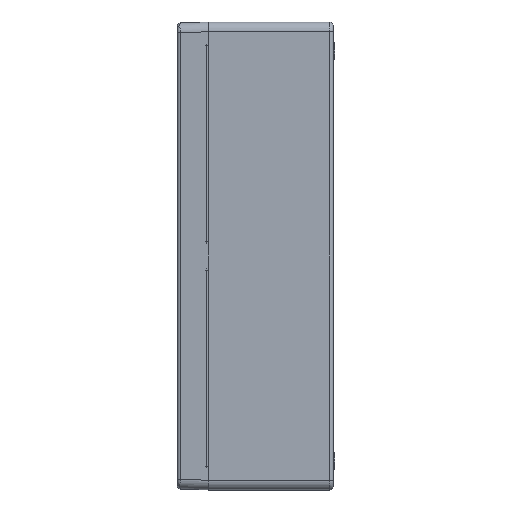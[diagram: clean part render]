
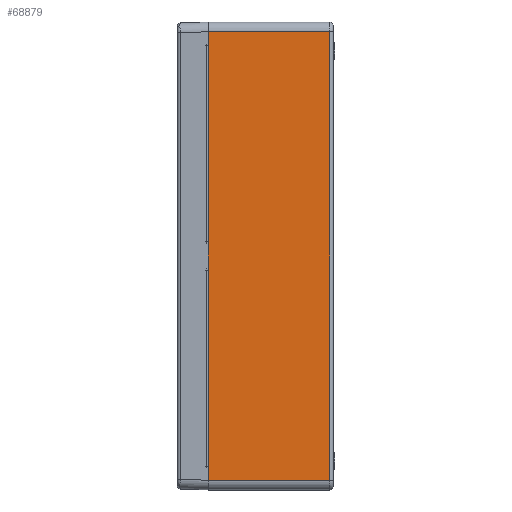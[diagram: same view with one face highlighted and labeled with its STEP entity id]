
A CAD part, left-side view. The second image highlights one B-rep face of the part: STEP entity #68879.
In plain terms, the highlighted planar face has unit normal (-1, 0, 0).
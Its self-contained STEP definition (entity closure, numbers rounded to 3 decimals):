
#9603 = CARTESIAN_POINT ( 'NONE',  ( -300., 0., 287.5 ) ) ;
#9604 = DIRECTION ( 'NONE',  ( 0., 1., 0. ) ) ;
#9605 = VECTOR ( 'NONE', #9604, 1000. ) ;
#9606 = CARTESIAN_POINT ( 'NONE',  ( -300., -160., 287.5 ) ) ;
#9607 = LINE ( 'NONE', #9606, #9605 ) ;
#9608 = CARTESIAN_POINT ( 'NONE',  ( -300., -156., 287.5 ) ) ;
#9724 = DIRECTION ( 'NONE',  ( 0., 0., 1. ) ) ;
#9725 = VECTOR ( 'NONE', #9724, 1000. ) ;
#9726 = CARTESIAN_POINT ( 'NONE',  ( -300., 0., -300. ) ) ;
#9730 = LINE ( 'NONE', #9726, #9725 ) ;
#9741 = FACE_OUTER_BOUND ( 'NONE', #68773, .T. ) ;
#9747 = CARTESIAN_POINT ( 'NONE',  ( -300., -160., -300. ) ) ;
#9748 = PLANE ( 'NONE',  #9806 ) ;
#9774 = DIRECTION ( 'NONE',  ( 0., 0., 1. ) ) ;
#9775 = VECTOR ( 'NONE', #9774, 1000. ) ;
#9776 = CARTESIAN_POINT ( 'NONE',  ( -300., -156., 287.5 ) ) ;
#9777 = LINE ( 'NONE', #9776, #9775 ) ;
#9778 = CARTESIAN_POINT ( 'NONE',  ( -300., -156., -287.5 ) ) ;
#9779 = CARTESIAN_POINT ( 'NONE',  ( -300., 0., -287.5 ) ) ;
#9780 = DIRECTION ( 'NONE',  ( 0., -1., 0. ) ) ;
#9781 = VECTOR ( 'NONE', #9780, 1000. ) ;
#9782 = CARTESIAN_POINT ( 'NONE',  ( -300., -160., -287.5 ) ) ;
#9783 = LINE ( 'NONE', #9782, #9781 ) ;
#9804 = DIRECTION ( 'NONE',  ( 0., 0., 1. ) ) ;
#9805 = DIRECTION ( 'NONE',  ( -1., 0., 0. ) ) ;
#9806 = AXIS2_PLACEMENT_3D ( 'NONE', #9747, #9805, #9804 ) ;
#68739 = VERTEX_POINT ( 'NONE', #9608 ) ;
#68741 = ORIENTED_EDGE ( 'NONE', *, *, #68742, .T. ) ;
#68742 = EDGE_CURVE ( 'NONE', #68739, #68743, #9607, .T. ) ;
#68743 = VERTEX_POINT ( 'NONE', #9603 ) ;
#68744 = ORIENTED_EDGE ( 'NONE', *, *, #68849, .F. ) ;
#68773 = EDGE_LOOP ( 'NONE', ( #68880, #68888, #68741, #68744 ) ) ;
#68849 = EDGE_CURVE ( 'NONE', #68883, #68743, #9730, .T. ) ;
#68879 = ADVANCED_FACE ( 'NONE', ( #9741 ), #9748, .T. ) ;
#68880 = ORIENTED_EDGE ( 'NONE', *, *, #68881, .T. ) ;
#68881 = EDGE_CURVE ( 'NONE', #68883, #68886, #9783, .T. ) ;
#68883 = VERTEX_POINT ( 'NONE', #9779 ) ;
#68886 = VERTEX_POINT ( 'NONE', #9778 ) ;
#68888 = ORIENTED_EDGE ( 'NONE', *, *, #68889, .T. ) ;
#68889 = EDGE_CURVE ( 'NONE', #68886, #68739, #9777, .T. ) ;
